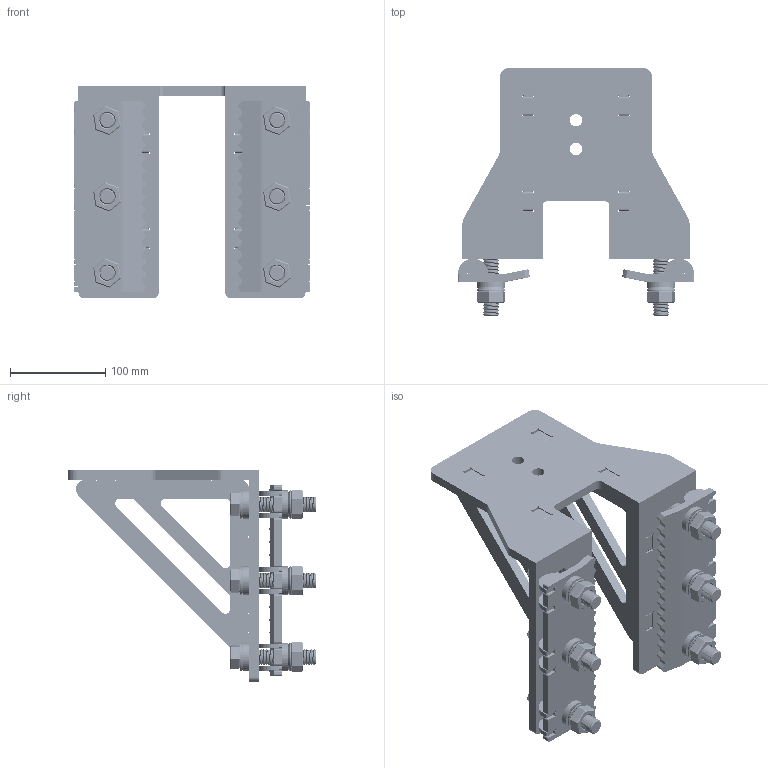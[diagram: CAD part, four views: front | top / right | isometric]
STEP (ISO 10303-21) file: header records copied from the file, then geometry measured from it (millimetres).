
FILE_DESCRIPTION (( 'STEP AP203' ), '1' );
FILE_NAME ('Baugruppe KTP-K-140-160.STEP', '2022-05-24T05:01:45', ( '' ), ( '' ), 'SwSTEP 2.0', 'SolidWorks 2022', '' );
FILE_SCHEMA (( 'CONFIG_CONTROL_DESIGN' ));
Length unit declared in the file: millimetre
Products named in the file (11): Baugruppe Klemmplatte 7,5 - 29mm; Distanzstück Klemmplatte; Frontplatte KTP-K-140-160; Klemmplatte KTP-K-250; Schraube M16x80; Baugruppe KTP-K-140-160; Fußplatte KTP-K-140-160; Kugelscheibe C17; Mutter M16; Kegelpfanne D19; Versteifung KTP-K-140-160
Assembly tree (32 placements, depth 3):
  Baugruppe KTP-K-140-160
    Fußplatte KTP-K-140-160  x2
    Frontplatte KTP-K-140-160
    Versteifung KTP-K-140-160  x2
    Baugruppe Klemmplatte 7,5 - 29mm  x2
      Klemmplatte KTP-K-250
      Schraube M16x80
      Kugelscheibe C17
      Kegelpfanne D19
      Mutter M16
      Distanzstück Klemmplatte
Bounding box: 248 x 260 x 222 mm (x, y, z)
Volume: 1354540.8 mm3; surface area: 425616.5 mm2
Topology: 55 solids, 55 shells, 2110 faces, 5714 edges, 3720 vertices
Faces by surface type: cylinder 1334, plane 674, cone 84, bspline 18
Entity records: 28692 total; most frequent: CARTESIAN_POINT 10320, ORIENTED_EDGE 3604, DIRECTION 3538, EDGE_CURVE 1802, AXIS2_PLACEMENT_3D 1281, VERTEX_POINT 1186, VECTOR 976, LINE 976
